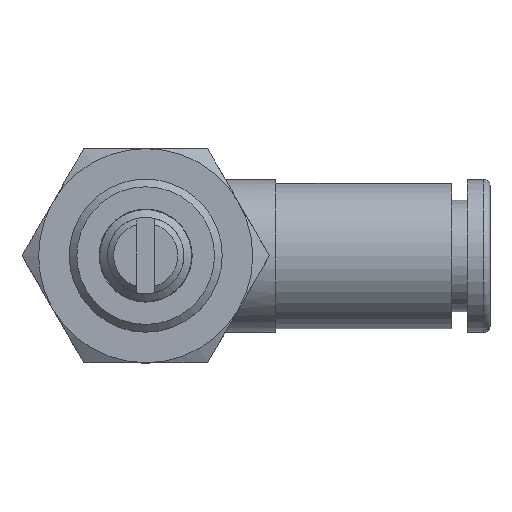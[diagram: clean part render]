
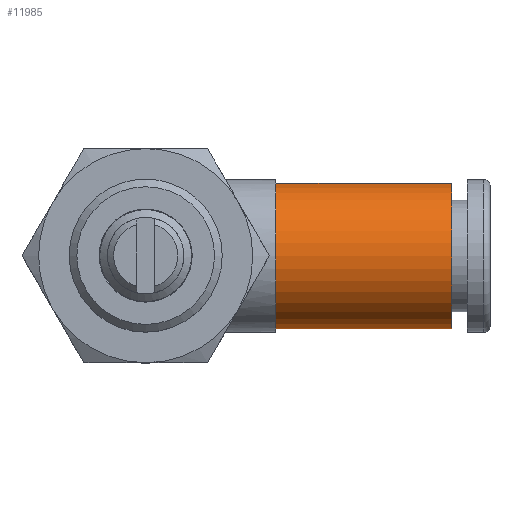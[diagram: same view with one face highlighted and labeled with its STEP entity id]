
A CAD part, top view. The second image highlights one B-rep face of the part: STEP entity #11985.
In plain terms, the highlighted cylindrical face has radius 4.75 mm (diameter 9.5 mm), a full revolution.
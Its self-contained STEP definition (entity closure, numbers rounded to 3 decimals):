
#2209=CYLINDRICAL_SURFACE('',#11739,4.75);
#2640=ORIENTED_EDGE('',*,*,#3219,.T.);
#2641=ORIENTED_EDGE('',*,*,#3220,.F.);
#2857=CIRCLE('',#11738,4.75);
#2858=CIRCLE('',#11740,4.75);
#3026=VERTEX_POINT('',#11340);
#3027=VERTEX_POINT('',#11343);
#3219=EDGE_CURVE('',#3026,#3026,#2857,.T.);
#3220=EDGE_CURVE('',#3027,#3027,#2858,.T.);
#3473=EDGE_LOOP('',(#2640));
#3474=EDGE_LOOP('',(#2641));
#3743=FACE_BOUND('',#3473,.T.);
#3744=FACE_BOUND('',#3474,.T.);
#4297=DIRECTION('',(0.,1.,0.));
#4298=DIRECTION('',(4.75,0.,0.));
#4299=DIRECTION('',(0.,1.,0.));
#4300=DIRECTION('',(1.,0.,0.));
#4301=DIRECTION('',(0.,1.,0.));
#4302=DIRECTION('',(4.75,0.,0.));
#11340=CARTESIAN_POINT('',(8.841,15.584,0.));
#11341=CARTESIAN_POINT('',(4.091,15.584,0.));
#11342=CARTESIAN_POINT('',(4.091,15.584,0.));
#11343=CARTESIAN_POINT('',(8.841,27.084,0.));
#11344=CARTESIAN_POINT('',(4.091,27.084,0.));
#11738=AXIS2_PLACEMENT_3D('',#11341,#4297,#4298);
#11739=AXIS2_PLACEMENT_3D('',#11342,#4299,#4300);
#11740=AXIS2_PLACEMENT_3D('',#11344,#4301,#4302);
#11985=ADVANCED_FACE('',(#3743,#3744),#2209,.T.);
